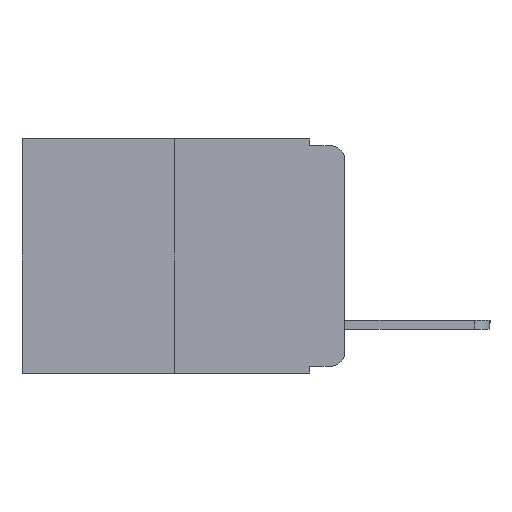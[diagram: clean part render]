
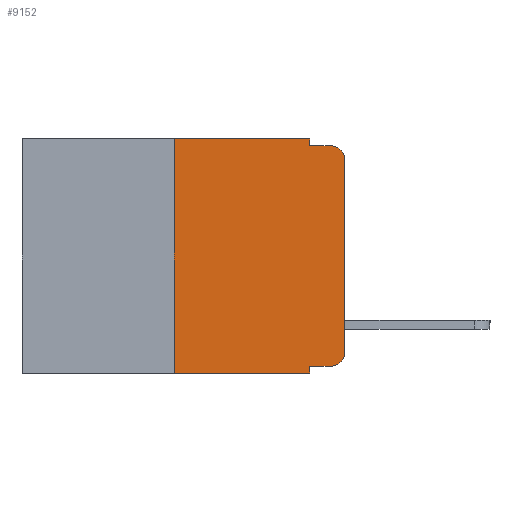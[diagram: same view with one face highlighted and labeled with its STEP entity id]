
A CAD part, left-side view. The second image highlights one B-rep face of the part: STEP entity #9152.
In plain terms, the highlighted planar face has unit normal (-1, 0, 0).
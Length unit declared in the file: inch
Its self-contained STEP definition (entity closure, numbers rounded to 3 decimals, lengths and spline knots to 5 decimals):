
#16 = CARTESIAN_POINT ( 'NONE',  ( 0., 0.25, 0. ) ) ;
#447 = VECTOR ( 'NONE', #8848, 39.37008 ) ;
#570 = CARTESIAN_POINT ( 'NONE',  ( 0., 0.25, 0. ) ) ;
#970 = DIRECTION ( 'NONE',  ( -1., 0., 0. ) ) ;
#1246 = CARTESIAN_POINT ( 'NONE',  ( 0., 0., 0. ) ) ;
#1430 = CARTESIAN_POINT ( 'NONE',  ( 0., 0.02, -0.333 ) ) ;
#1462 = CARTESIAN_POINT ( 'NONE',  ( 0., 0., -0.313 ) ) ;
#1583 = VERTEX_POINT ( 'NONE', #5085 ) ;
#1866 = CARTESIAN_POINT ( 'NONE',  ( 0., 0.473, 0. ) ) ;
#1888 = ORIENTED_EDGE ( 'NONE', *, *, #15638, .T. ) ;
#2035 = DIRECTION ( 'NONE',  ( 0., 0., -1. ) ) ;
#2299 = EDGE_CURVE ( 'NONE', #4593, #17363, #11375, .T. ) ;
#2716 = CARTESIAN_POINT ( 'NONE',  ( 0., 0.051, 0. ) ) ;
#3094 = DIRECTION ( 'NONE',  ( 0., 0., 1. ) ) ;
#3543 = EDGE_CURVE ( 'NONE', #1583, #16458, #5587, .T. ) ;
#3584 = DIRECTION ( 'NONE',  ( 0., 0., -1. ) ) ;
#4081 = VERTEX_POINT ( 'NONE', #9680 ) ;
#4084 = CARTESIAN_POINT ( 'NONE',  ( 0., 0.051, -0.343 ) ) ;
#4088 = VECTOR ( 'NONE', #2035, 39.37008 ) ;
#4377 = CIRCLE ( 'NONE', #15351, 0.02 ) ;
#4464 = LINE ( 'NONE', #13888, #447 ) ;
#4593 = VERTEX_POINT ( 'NONE', #13169 ) ;
#4871 = VECTOR ( 'NONE', #15327, 39.37008 ) ;
#4932 = CIRCLE ( 'NONE', #10572, 0.02 ) ;
#5085 = CARTESIAN_POINT ( 'NONE',  ( 0., 0.051, -0.333 ) ) ;
#5328 = ORIENTED_EDGE ( 'NONE', *, *, #11609, .F. ) ;
#5587 = LINE ( 'NONE', #15022, #14862 ) ;
#6199 = CARTESIAN_POINT ( 'NONE',  ( 0., 0.051, -0.01 ) ) ;
#6368 = ORIENTED_EDGE ( 'NONE', *, *, #15190, .T. ) ;
#6398 = LINE ( 'NONE', #10354, #9147 ) ;
#6473 = ORIENTED_EDGE ( 'NONE', *, *, #3543, .F. ) ;
#6577 = DIRECTION ( 'NONE',  ( 0., 0., -1. ) ) ;
#7352 = VERTEX_POINT ( 'NONE', #2716 ) ;
#7590 = DIRECTION ( 'NONE',  ( 0., 0., -1. ) ) ;
#7610 = VERTEX_POINT ( 'NONE', #6199 ) ;
#7713 = AXIS2_PLACEMENT_3D ( 'NONE', #11857, #14769, #6577 ) ;
#7988 = DIRECTION ( 'NONE',  ( 0., -1., 0. ) ) ;
#8235 = VECTOR ( 'NONE', #7988, 39.37008 ) ;
#8398 = VERTEX_POINT ( 'NONE', #1462 ) ;
#8683 = LINE ( 'NONE', #14082, #4088 ) ;
#8848 = DIRECTION ( 'NONE',  ( 0., -1., 0. ) ) ;
#8985 = CARTESIAN_POINT ( 'NONE',  ( 0., 0.02, -0.313 ) ) ;
#9003 = ORIENTED_EDGE ( 'NONE', *, *, #13304, .F. ) ;
#9111 = FACE_OUTER_BOUND ( 'NONE', #13729, .T. ) ;
#9147 = VECTOR ( 'NONE', #13001, 39.37008 ) ;
#9152 = ADVANCED_FACE ( 'NONE', ( #9111 ), #11773, .F. ) ;
#9680 = CARTESIAN_POINT ( 'NONE',  ( 0., 0., -0.03 ) ) ;
#10354 = CARTESIAN_POINT ( 'NONE',  ( 0., 0.051, -0.333 ) ) ;
#10440 = CARTESIAN_POINT ( 'NONE',  ( 0., 0.02, -0.03 ) ) ;
#10572 = AXIS2_PLACEMENT_3D ( 'NONE', #8985, #12893, #7590 ) ;
#10644 = LINE ( 'NONE', #13287, #8235 ) ;
#11375 = LINE ( 'NONE', #570, #16328 ) ;
#11609 = EDGE_CURVE ( 'NONE', #7610, #14235, #10644, .T. ) ;
#11773 = PLANE ( 'NONE',  #7713 ) ;
#11857 = CARTESIAN_POINT ( 'NONE',  ( 0., 0.473, 0. ) ) ;
#11894 = EDGE_CURVE ( 'NONE', #17363, #7352, #13909, .T. ) ;
#12509 = VECTOR ( 'NONE', #14529, 39.37008 ) ;
#12893 = DIRECTION ( 'NONE',  ( -1., 0., 0. ) ) ;
#13001 = DIRECTION ( 'NONE',  ( 0., -1., 0. ) ) ;
#13046 = ORIENTED_EDGE ( 'NONE', *, *, #13628, .T. ) ;
#13169 = CARTESIAN_POINT ( 'NONE',  ( 0., 0.25, -0.343 ) ) ;
#13287 = CARTESIAN_POINT ( 'NONE',  ( 0., 0.051, -0.01 ) ) ;
#13304 = EDGE_CURVE ( 'NONE', #7352, #7610, #8683, .T. ) ;
#13496 = VERTEX_POINT ( 'NONE', #1430 ) ;
#13628 = EDGE_CURVE ( 'NONE', #4593, #16458, #4464, .T. ) ;
#13729 = EDGE_LOOP ( 'NONE', ( #6368, #13936, #5328, #9003, #13797, #13784, #13046, #6473, #1888, #14825 ) ) ;
#13784 = ORIENTED_EDGE ( 'NONE', *, *, #2299, .F. ) ;
#13797 = ORIENTED_EDGE ( 'NONE', *, *, #11894, .F. ) ;
#13888 = CARTESIAN_POINT ( 'NONE',  ( 0., 0.473, -0.343 ) ) ;
#13909 = LINE ( 'NONE', #1866, #4871 ) ;
#13936 = ORIENTED_EDGE ( 'NONE', *, *, #15547, .T. ) ;
#14082 = CARTESIAN_POINT ( 'NONE',  ( 0., 0.051, 0. ) ) ;
#14106 = EDGE_CURVE ( 'NONE', #13496, #8398, #4932, .T. ) ;
#14235 = VERTEX_POINT ( 'NONE', #15971 ) ;
#14437 = LINE ( 'NONE', #1246, #12509 ) ;
#14529 = DIRECTION ( 'NONE',  ( 0., 0., 1. ) ) ;
#14769 = DIRECTION ( 'NONE',  ( 1., 0., 0. ) ) ;
#14825 = ORIENTED_EDGE ( 'NONE', *, *, #14106, .T. ) ;
#14862 = VECTOR ( 'NONE', #16515, 39.37008 ) ;
#15022 = CARTESIAN_POINT ( 'NONE',  ( 0., 0.051, 0. ) ) ;
#15190 = EDGE_CURVE ( 'NONE', #8398, #4081, #14437, .T. ) ;
#15327 = DIRECTION ( 'NONE',  ( 0., -1., 0. ) ) ;
#15351 = AXIS2_PLACEMENT_3D ( 'NONE', #10440, #970, #3584 ) ;
#15547 = EDGE_CURVE ( 'NONE', #4081, #14235, #4377, .T. ) ;
#15638 = EDGE_CURVE ( 'NONE', #1583, #13496, #6398, .T. ) ;
#15971 = CARTESIAN_POINT ( 'NONE',  ( 0., 0.02, -0.01 ) ) ;
#16328 = VECTOR ( 'NONE', #3094, 39.37008 ) ;
#16458 = VERTEX_POINT ( 'NONE', #4084 ) ;
#16515 = DIRECTION ( 'NONE',  ( 0., 0., -1. ) ) ;
#17363 = VERTEX_POINT ( 'NONE', #16 ) ;
